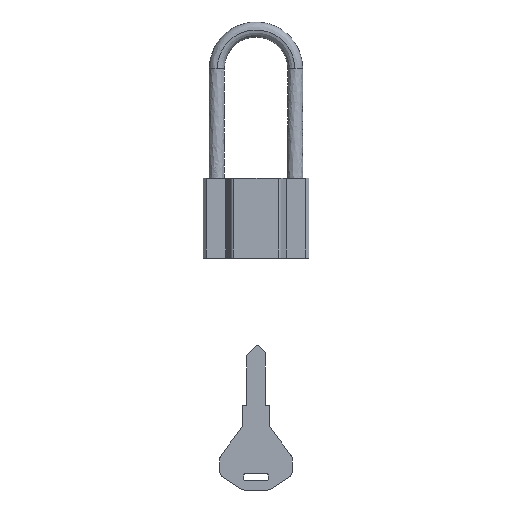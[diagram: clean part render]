
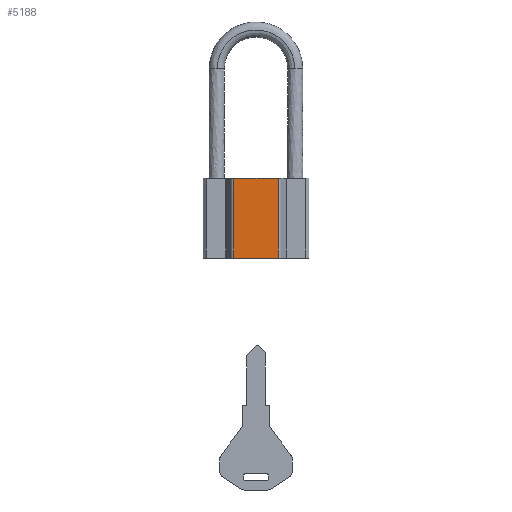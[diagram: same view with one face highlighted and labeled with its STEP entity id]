
A CAD part, front view. The second image highlights one B-rep face of the part: STEP entity #5188.
In plain terms, the highlighted free-form (B-spline) face has degree [1, 1] with [2, 2] control points.
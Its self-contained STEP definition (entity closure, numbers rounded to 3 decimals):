
#4625=CARTESIAN_POINT('',(7.382,-9.0,0.0));
#4626=VERTEX_POINT('',#4625);
#4647=CARTESIAN_POINT('',(7.382,-9.0,26.5));
#4648=VERTEX_POINT('',#4647);
#4662=CARTESIAN_POINT('',(7.382,-9.0,0.0));
#4663=CARTESIAN_POINT('',(7.382,-9.0,26.5));
#4664=QUASI_UNIFORM_CURVE('',1,(#4662,#4663),.UNSPECIFIED.,.F.,.U.);
#4665=EDGE_CURVE('',#4626,#4648,#4664,.T.);
#4806=CARTESIAN_POINT('',(-7.383,-9.0,0.0));
#4807=VERTEX_POINT('',#4806);
#4823=CARTESIAN_POINT('',(-7.383,-9.0,26.5));
#4824=VERTEX_POINT('',#4823);
#4825=CARTESIAN_POINT('',(-7.383,-9.0,26.5));
#4826=CARTESIAN_POINT('',(-7.383,-9.0,0.0));
#4827=QUASI_UNIFORM_CURVE('',1,(#4825,#4826),.UNSPECIFIED.,.F.,.U.);
#4828=EDGE_CURVE('',#4824,#4807,#4827,.T.);
#4926=CARTESIAN_POINT('',(-7.383,-9.0,26.5));
#4927=CARTESIAN_POINT('',(7.382,-9.0,26.5));
#4928=QUASI_UNIFORM_CURVE('',1,(#4926,#4927),.UNSPECIFIED.,.F.,.U.);
#4929=EDGE_CURVE('',#4824,#4648,#4928,.T.);
#5173=CARTESIAN_POINT('',(-8.12,-9.0,27.824));
#5174=CARTESIAN_POINT('',(-8.12,-9.0,-1.324));
#5175=CARTESIAN_POINT('',(8.119,-9.0,27.824));
#5176=CARTESIAN_POINT('',(8.119,-9.0,-1.324));
#5177=B_SPLINE_SURFACE_WITH_KNOTS('',1,1,((#5173,#5175),(#5174,#5176)),.UNSPECIFIED.,.F.,.F.,.U.,(2,2),(2,2),(0.0,29.147),(0.0,16.239),.UNSPECIFIED.);
#5178=ORIENTED_EDGE('',*,*,#4929,.F.);
#5179=ORIENTED_EDGE('',*,*,#4828,.T.);
#5180=CARTESIAN_POINT('',(-7.383,-9.0,0.0));
#5181=CARTESIAN_POINT('',(7.382,-9.0,0.0));
#5182=QUASI_UNIFORM_CURVE('',1,(#5180,#5181),.UNSPECIFIED.,.F.,.U.);
#5183=EDGE_CURVE('',#4807,#4626,#5182,.T.);
#5184=ORIENTED_EDGE('',*,*,#5183,.T.);
#5185=ORIENTED_EDGE('',*,*,#4665,.T.);
#5186=EDGE_LOOP('',(#5178,#5179,#5184,#5185));
#5187=FACE_OUTER_BOUND('',#5186,.T.);
#5188=ADVANCED_FACE('',(#5187),#5177,.T.);
